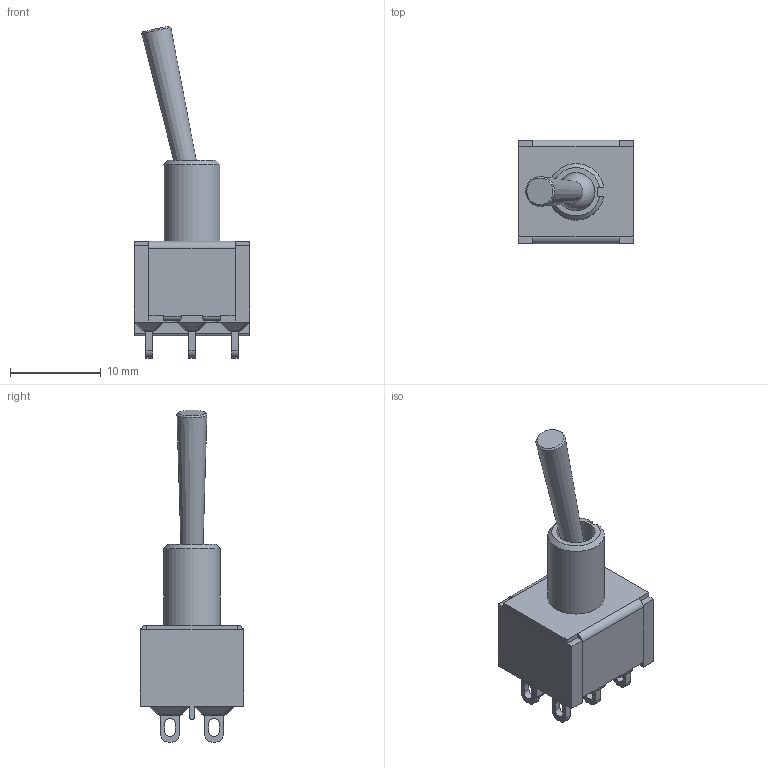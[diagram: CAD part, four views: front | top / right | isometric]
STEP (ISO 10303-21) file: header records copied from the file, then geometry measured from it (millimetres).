
FILE_DESCRIPTION(/* description */ (''),/* implementation_level */ '2;1');
FILE_NAME(/* name */ '100DPxT3B2M1xE.stp',/* time_stamp */ '2026-01-16T11:54:45-06:00',/* author */ ('jmeyers'),/* organization */ (''),/* preprocessor_version */ 'ST-DEVELOPER v18.1',/* originating_system */ 'Autodesk Inventor 2022',/* authorisation */ '');
FILE_SCHEMA (('AUTOMOTIVE_DESIGN { 1 0 10303 214 3 1 1 }'));
Length unit declared in the file: inch
Products named in the file (1): Part93
Bounding box: 12.7 x 11.43 x 36.54 mm (x, y, z)
Volume: 988.3 mm3; surface area: 2006.6 mm2
Topology: 2 solids, 3 shells, 372 faces, 968 edges, 593 vertices
Faces by surface type: plane 257, cylinder 86, sphere 26, cone 3
Full cylindrical faces by diameter (mm): 4.2 x2
Entity records: 11078 total; most frequent: CARTESIAN_POINT 1913, DIRECTION 1892, ORIENTED_EDGE 1886, EDGE_CURVE 943, LINE 736, VECTOR 736, VERTEX_POINT 593, AXIS2_PLACEMENT_3D 578
